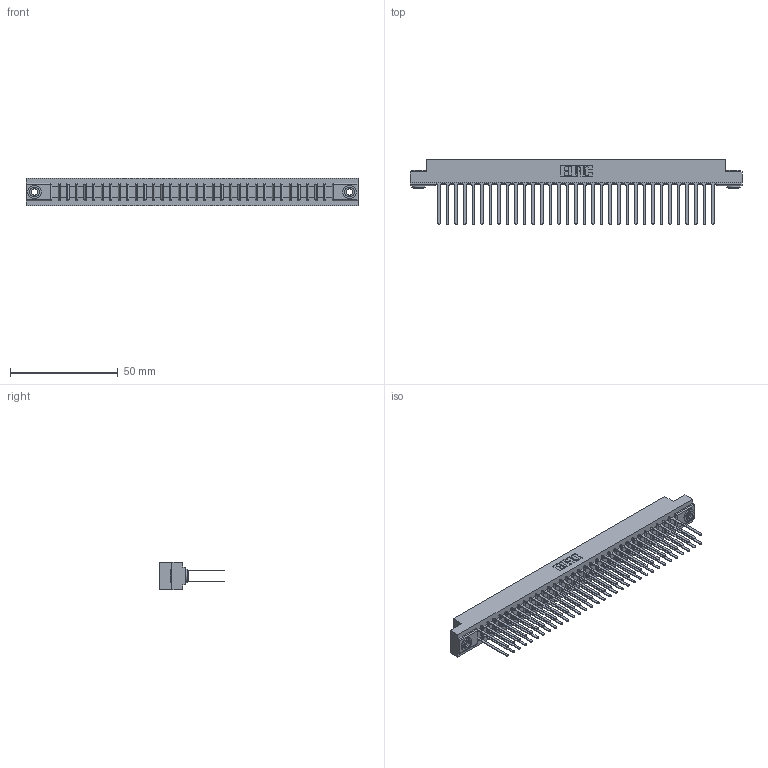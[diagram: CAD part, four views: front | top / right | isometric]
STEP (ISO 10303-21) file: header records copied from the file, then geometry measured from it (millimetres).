
FILE_DESCRIPTION (( 'STEP AP203' ), '1' );
FILE_NAME ('307-066-440-203.STEP', '2020-09-30T19:30:07', ( '' ), ( '' ), 'SwSTEP 2.0', 'SolidWorks 2020', '' );
FILE_SCHEMA (( 'CONFIG_CONTROL_DESIGN' ));
Length unit declared in the file: inch
Products named in the file (4): 307-066-440-203; 307-290-001_540; 307 Part_.156 Dia Mounting Holes; 345-250-002_345-250-002-102
Assembly tree (69 placements, depth 2):
  307-066-440-203
    307 Part_.156 Dia Mounting Holes
    307-290-001_540  x66
    345-250-002_345-250-002-102  x2
Bounding box: 153.77 x 30 x 12.7 mm (x, y, z)
Volume: 16657.8 mm3; surface area: 22652.1 mm2
Topology: 69 solids, 69 shells, 3240 faces, 9015 edges, 5826 vertices
Faces by surface type: plane 2140, cylinder 1024, sphere 68, cone 8
Entity records: 31489 total; most frequent: CARTESIAN_POINT 5134, ORIENTED_EDGE 5078, DIRECTION 5047, EDGE_CURVE 2539, LINE 1937, VECTOR 1937, VERTEX_POINT 1642, AXIS2_PLACEMENT_3D 1555
